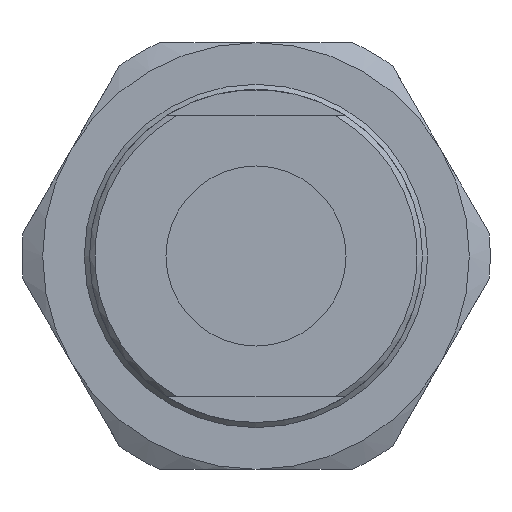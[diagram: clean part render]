
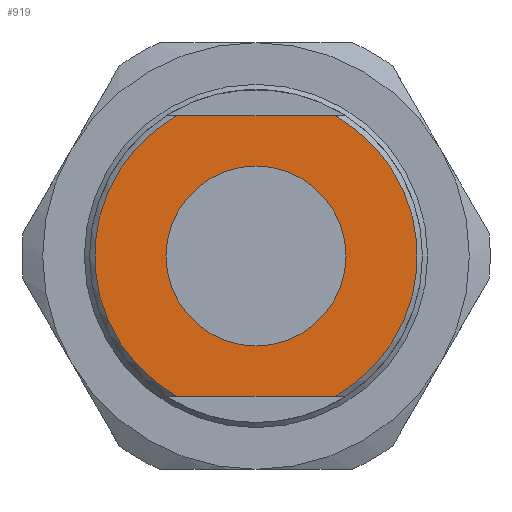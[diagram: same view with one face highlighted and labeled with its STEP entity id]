
A CAD part, front view. The second image highlights one B-rep face of the part: STEP entity #919.
In plain terms, the highlighted planar face has unit normal (0, -1, 0).
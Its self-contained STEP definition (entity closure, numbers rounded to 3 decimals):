
#469=CARTESIAN_POINT('',(-7.616,0.0,13.5));
#470=VERTEX_POINT('',#469);
#478=CARTESIAN_POINT('',(7.616,0.0,13.5));
#479=VERTEX_POINT('',#478);
#480=CARTESIAN_POINT('',(7.616,0.0,13.5));
#481=DIRECTION('',(-1.0,0.0,0.0));
#482=VECTOR('',#481,15.232);
#483=LINE('',#480,#482);
#484=EDGE_CURVE('',#479,#470,#483,.T.);
#502=CARTESIAN_POINT('',(7.616,0.0,-13.5));
#503=VERTEX_POINT('',#502);
#504=CARTESIAN_POINT('',(0.0,0.0,0.0));
#505=DIRECTION('',(0.0,-1.0,0.0));
#506=DIRECTION('',(0.0,0.0,-1.0));
#507=AXIS2_PLACEMENT_3D('',#504,#505,#506);
#508=CIRCLE('',#507,15.5);
#509=EDGE_CURVE('',#503,#479,#508,.T.);
#584=CARTESIAN_POINT('',(-7.616,0.0,-13.5));
#585=VERTEX_POINT('',#584);
#586=CARTESIAN_POINT('',(-7.616,0.0,-13.5));
#587=DIRECTION('',(1.0,0.0,0.0));
#588=VECTOR('',#587,15.232);
#589=LINE('',#586,#588);
#590=EDGE_CURVE('',#585,#503,#589,.T.);
#887=CARTESIAN_POINT('',(0.0,0.0,-8.65));
#888=VERTEX_POINT('',#887);
#889=CARTESIAN_POINT('',(0.0,0.0,0.0));
#890=DIRECTION('',(0.0,-1.0,0.0));
#891=DIRECTION('',(0.0,0.0,-1.0));
#892=AXIS2_PLACEMENT_3D('',#889,#890,#891);
#893=CIRCLE('',#892,8.65);
#894=EDGE_CURVE('',#888,#888,#893,.T.);
#899=CARTESIAN_POINT('',(15.5,0.0,0.0));
#900=DIRECTION('',(0.0,1.0,0.0));
#901=DIRECTION('',(0.0,0.0,1.0));
#902=AXIS2_PLACEMENT_3D('',#899,#900,#901);
#903=PLANE('',#902);
#904=CARTESIAN_POINT('',(0.0,0.0,0.0));
#905=DIRECTION('',(0.0,-1.0,0.0));
#906=DIRECTION('',(0.0,0.0,-1.0));
#907=AXIS2_PLACEMENT_3D('',#904,#905,#906);
#908=CIRCLE('',#907,15.5);
#909=EDGE_CURVE('',#470,#585,#908,.T.);
#910=ORIENTED_EDGE('',*,*,#909,.T.);
#911=ORIENTED_EDGE('',*,*,#590,.T.);
#912=ORIENTED_EDGE('',*,*,#509,.T.);
#913=ORIENTED_EDGE('',*,*,#484,.T.);
#914=EDGE_LOOP('',(#910,#911,#912,#913));
#915=FACE_OUTER_BOUND('',#914,.T.);
#916=ORIENTED_EDGE('',*,*,#894,.F.);
#917=EDGE_LOOP('',(#916));
#918=FACE_BOUND('',#917,.T.);
#919=ADVANCED_FACE('',(#915,#918),#903,.F.);
